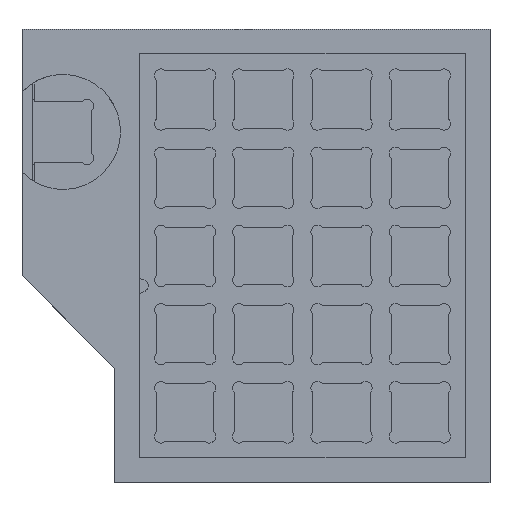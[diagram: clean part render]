
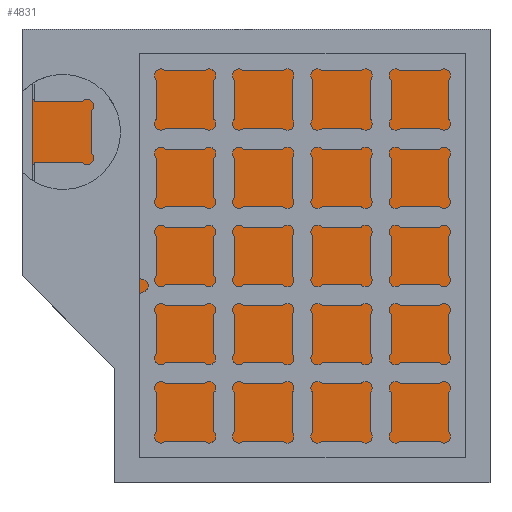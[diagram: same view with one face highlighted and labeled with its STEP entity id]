
A CAD part, top view. The second image highlights one B-rep face of the part: STEP entity #4831.
In plain terms, the highlighted planar face has unit normal (0, 0, 1).
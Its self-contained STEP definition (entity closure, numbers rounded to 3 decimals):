
#436=FACE_OUTER_BOUND('',#686,.T.);
#686=EDGE_LOOP('',(#3286,#3287,#3288,#3289,#3290,#3291,#3292,#3293,#3294,
#3295));
#1010=LINE('',#7133,#1513);
#1012=LINE('',#7137,#1515);
#1015=LINE('',#7143,#1518);
#1018=LINE('',#7150,#1521);
#1021=LINE('',#7155,#1524);
#1023=LINE('',#7159,#1526);
#1025=LINE('',#7163,#1528);
#1027=LINE('',#7167,#1530);
#1029=LINE('',#7170,#1532);
#1030=LINE('',#7172,#1533);
#1513=VECTOR('',#5645,10.);
#1515=VECTOR('',#5649,10.);
#1518=VECTOR('',#5654,10.);
#1521=VECTOR('',#5659,10.);
#1524=VECTOR('',#5664,10.);
#1526=VECTOR('',#5668,10.);
#1528=VECTOR('',#5672,10.);
#1530=VECTOR('',#5676,10.);
#1532=VECTOR('',#5680,10.);
#1533=VECTOR('',#5683,10.);
#2016=VERTEX_POINT('',#7130);
#2017=VERTEX_POINT('',#7132);
#2018=VERTEX_POINT('',#7136);
#2020=VERTEX_POINT('',#7142);
#2022=VERTEX_POINT('',#7148);
#2023=VERTEX_POINT('',#7149);
#2024=VERTEX_POINT('',#7154);
#2025=VERTEX_POINT('',#7158);
#2026=VERTEX_POINT('',#7162);
#2027=VERTEX_POINT('',#7166);
#2513=EDGE_CURVE('',#2016,#2017,#1010,.T.);
#2515=EDGE_CURVE('',#2018,#2016,#1012,.T.);
#2518=EDGE_CURVE('',#2020,#2018,#1015,.T.);
#2521=EDGE_CURVE('',#2022,#2023,#1018,.T.);
#2524=EDGE_CURVE('',#2024,#2022,#1021,.T.);
#2526=EDGE_CURVE('',#2025,#2024,#1023,.T.);
#2528=EDGE_CURVE('',#2026,#2025,#1025,.T.);
#2530=EDGE_CURVE('',#2027,#2026,#1027,.T.);
#2532=EDGE_CURVE('',#2017,#2027,#1029,.T.);
#2533=EDGE_CURVE('',#2023,#2020,#1030,.T.);
#3286=ORIENTED_EDGE('',*,*,#2521,.F.);
#3287=ORIENTED_EDGE('',*,*,#2524,.F.);
#3288=ORIENTED_EDGE('',*,*,#2526,.F.);
#3289=ORIENTED_EDGE('',*,*,#2528,.F.);
#3290=ORIENTED_EDGE('',*,*,#2530,.F.);
#3291=ORIENTED_EDGE('',*,*,#2532,.F.);
#3292=ORIENTED_EDGE('',*,*,#2513,.F.);
#3293=ORIENTED_EDGE('',*,*,#2515,.F.);
#3294=ORIENTED_EDGE('',*,*,#2518,.F.);
#3295=ORIENTED_EDGE('',*,*,#2533,.F.);
#4682=PLANE('',#5126);
#4831=ADVANCED_FACE('',(#436),#4682,.F.);
#5126=AXIS2_PLACEMENT_3D('',#7171,#5681,#5682);
#5645=DIRECTION('',(1.,0.,0.));
#5649=DIRECTION('',(0.,1.,0.));
#5654=DIRECTION('',(1.,0.,0.));
#5659=DIRECTION('',(-1.,0.,0.));
#5664=DIRECTION('',(0.,1.,0.));
#5668=DIRECTION('',(-0.707,0.707,0.));
#5672=DIRECTION('',(0.,1.,0.));
#5676=DIRECTION('',(-1.,0.,0.));
#5680=DIRECTION('',(0.,-1.,0.));
#5681=DIRECTION('center_axis',(0.,0.,-1.));
#5682=DIRECTION('ref_axis',(-1.,0.,0.));
#5683=DIRECTION('',(0.,1.,0.));
#7130=CARTESIAN_POINT('',(-23.761,98.261,-10.6));
#7132=CARTESIAN_POINT('',(79.239,98.261,-10.6));
#7133=CARTESIAN_POINT('',(1.239,98.261,-10.6));
#7136=CARTESIAN_POINT('',(-23.761,86.761,-10.6));
#7137=CARTESIAN_POINT('',(-23.761,67.655,-10.6));
#7142=CARTESIAN_POINT('',(-26.761,86.761,-10.6));
#7143=CARTESIAN_POINT('',(-0.261,86.761,-10.6));
#7148=CARTESIAN_POINT('',(-23.761,70.761,-10.6));
#7149=CARTESIAN_POINT('',(-26.761,70.761,-10.6));
#7150=CARTESIAN_POINT('',(1.239,70.761,-10.6));
#7154=CARTESIAN_POINT('',(-23.761,46.039,-10.6));
#7155=CARTESIAN_POINT('',(-23.761,47.294,-10.6));
#7158=CARTESIAN_POINT('',(-1.137,23.414,-10.6));
#7159=CARTESIAN_POINT('',(-0.576,22.854,-10.6));
#7162=CARTESIAN_POINT('',(-1.137,-1.164,-10.6));
#7163=CARTESIAN_POINT('',(-1.137,23.692,-10.6));
#7166=CARTESIAN_POINT('',(79.239,-1.164,-10.6));
#7167=CARTESIAN_POINT('',(52.739,-1.164,-10.6));
#7170=CARTESIAN_POINT('',(79.239,73.405,-10.6));
#7171=CARTESIAN_POINT('Origin',(26.239,48.548,-10.6));
#7172=CARTESIAN_POINT('',(-26.761,59.655,-10.6));
